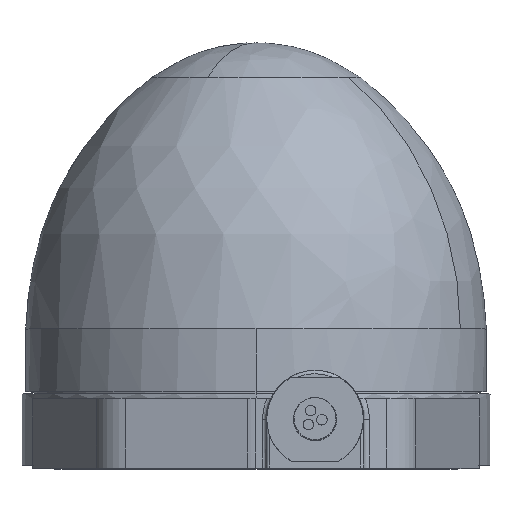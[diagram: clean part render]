
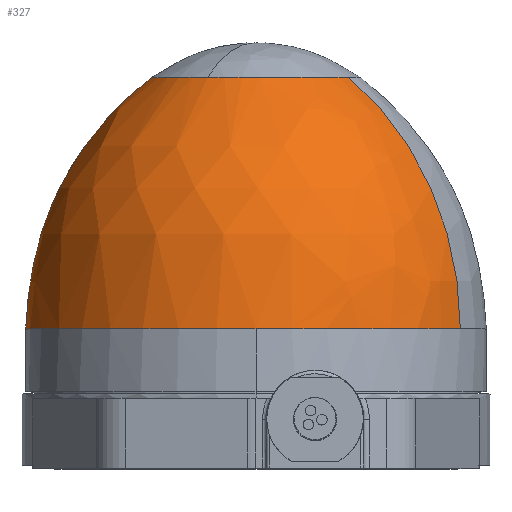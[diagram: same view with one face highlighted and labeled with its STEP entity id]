
A CAD part, top view. The second image highlights one B-rep face of the part: STEP entity #327.
In plain terms, the highlighted free-form (B-spline) face has degree [3, 3] with [4, 4] control points.
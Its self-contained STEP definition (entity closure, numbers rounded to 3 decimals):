
#64 = DIRECTION ( 'NONE',  ( 0., 0., -1. ) ) ;
#67 = CARTESIAN_POINT ( 'NONE',  ( 23.525, 47.341, 12.298 ) ) ;
#70 = EDGE_CURVE ( 'NONE', #3617, #264, #4259, .T. ) ;
#77 = VERTEX_POINT ( 'NONE', #930 ) ;
#92 = CARTESIAN_POINT ( 'NONE',  ( -6.949, 56., 13.293 ) ) ;
#145 = CARTESIAN_POINT ( 'NONE',  ( 10.635, 20., 5.559 ) ) ;
#197 = CIRCLE ( 'NONE', #2321, 33. ) ;
#239 = EDGE_CURVE ( 'NONE', #77, #1385, #762, .T. ) ;
#264 = VERTEX_POINT ( 'NONE', #931 ) ;
#327 = ADVANCED_FACE ( 'NONE', ( #1917 ), #1453, .T. ) ;
#452 = CARTESIAN_POINT ( 'NONE',  ( -1.33, 34.432, 73.778 ) ) ;
#531 = ORIENTED_EDGE ( 'NONE', *, *, #3878, .T. ) ;
#560 = CARTESIAN_POINT ( 'NONE',  ( 0., 20., 0. ) ) ;
#569 = ORIENTED_EDGE ( 'NONE', *, *, #70, .F. ) ;
#628 = VERTEX_POINT ( 'NONE', #4527 ) ;
#736 = CARTESIAN_POINT ( 'NONE',  ( -10.635, 20., -5.559 ) ) ;
#762 = CIRCLE ( 'NONE', #2924, 45. ) ;
#825 = CARTESIAN_POINT ( 'NONE',  ( -59.821, 20., 43.203 ) ) ;
#852 = CARTESIAN_POINT ( 'NONE',  ( -13.293, 56., -6.949 ) ) ;
#930 = CARTESIAN_POINT ( 'NONE',  ( 13.293, 56., 6.949 ) ) ;
#931 = CARTESIAN_POINT ( 'NONE',  ( -13.293, 56., -6.949 ) ) ;
#1014 = AXIS2_PLACEMENT_3D ( 'NONE', #4882, #1454, #2969 ) ;
#1072 = ORIENTED_EDGE ( 'NONE', *, *, #239, .F. ) ;
#1232 = CARTESIAN_POINT ( 'NONE',  ( 13.293, 56., 6.949 ) ) ;
#1385 = VERTEX_POINT ( 'NONE', #2387 ) ;
#1453 =( BOUNDED_SURFACE ( )  B_SPLINE_SURFACE ( 3, 3, ( 
 ( #2709, #4247, #825, #2345 ),
 ( #3877, #452, #1971, #3493 ),
 ( #67, #1602, #3118, #4643 ),
 ( #1232, #2742, #4280, #852 ) ),
 .UNSPECIFIED., .F., .F., .T. ) 
 B_SPLINE_SURFACE_WITH_KNOTS ( ( 4, 4 ),
 ( 4, 4 ),
 ( 0., 1. ),
 ( 0., 1. ),
 .UNSPECIFIED. ) 
 GEOMETRIC_REPRESENTATION_ITEM ( )  RATIONAL_B_SPLINE_SURFACE ( (
 ( 1., 0.333, 0.333, 1.),
 ( 0.93, 0.31, 0.31, 0.93),
 ( 0.93, 0.31, 0.31, 0.93),
 ( 1., 0.333, 0.333, 1.) ) ) 
 REPRESENTATION_ITEM ( '' )  SURFACE ( )  );
#1454 = DIRECTION ( 'NONE',  ( 0., -1., 0. ) ) ;
#1483 = AXIS2_PLACEMENT_3D ( 'NONE', #1966, #3490, #64 ) ;
#1591 = CARTESIAN_POINT ( 'NONE',  ( 0., 20., 0. ) ) ;
#1602 = CARTESIAN_POINT ( 'NONE',  ( -1.07, 47.341, 59.348 ) ) ;
#1607 = EDGE_LOOP ( 'NONE', ( #531, #3634, #1072, #2904, #2389, #569 ) ) ;
#1681 = DIRECTION ( 'NONE',  ( 0.463, 0., -0.886 ) ) ;
#1917 = FACE_OUTER_BOUND ( 'NONE', #1607, .T. ) ;
#1966 = CARTESIAN_POINT ( 'NONE',  ( 0., 56., 0. ) ) ;
#1971 = CARTESIAN_POINT ( 'NONE',  ( -59.821, 34.432, 43.203 ) ) ;
#2086 = DIRECTION ( 'NONE',  ( 0., 1., 0. ) ) ;
#2119 = AXIS2_PLACEMENT_3D ( 'NONE', #1591, #3109, #4631 ) ;
#2137 = AXIS2_PLACEMENT_3D ( 'NONE', #145, #1681, #3195 ) ;
#2250 = DIRECTION ( 'NONE',  ( 0.463, 0., -0.886 ) ) ;
#2321 = AXIS2_PLACEMENT_3D ( 'NONE', #560, #2086, #3607 ) ;
#2345 = CARTESIAN_POINT ( 'NONE',  ( -29.245, 20., -15.288 ) ) ;
#2387 = CARTESIAN_POINT ( 'NONE',  ( 29.245, 20., 15.288 ) ) ;
#2389 = ORIENTED_EDGE ( 'NONE', *, *, #3031, .T. ) ;
#2440 = CARTESIAN_POINT ( 'NONE',  ( -29.245, 20., -15.288 ) ) ;
#2505 = VERTEX_POINT ( 'NONE', #92 ) ;
#2709 = CARTESIAN_POINT ( 'NONE',  ( 29.245, 20., 15.288 ) ) ;
#2742 = CARTESIAN_POINT ( 'NONE',  ( -0.605, 56., 33.536 ) ) ;
#2904 = ORIENTED_EDGE ( 'NONE', *, *, #2994, .T. ) ;
#2924 = AXIS2_PLACEMENT_3D ( 'NONE', #736, #2250, #3773 ) ;
#2969 = DIRECTION ( 'NONE',  ( 0., 0., -1. ) ) ;
#2994 = EDGE_CURVE ( 'NONE', #77, #2505, #3785, .T. ) ;
#3031 = EDGE_CURVE ( 'NONE', #2505, #264, #4258, .T. ) ;
#3109 = DIRECTION ( 'NONE',  ( 0., 1., 0. ) ) ;
#3118 = CARTESIAN_POINT ( 'NONE',  ( -48.121, 47.341, 34.753 ) ) ;
#3195 = DIRECTION ( 'NONE',  ( -0.886, 0., -0.463 ) ) ;
#3490 = DIRECTION ( 'NONE',  ( 0., -1., 0. ) ) ;
#3493 = CARTESIAN_POINT ( 'NONE',  ( -29.245, 34.432, -15.288 ) ) ;
#3607 = DIRECTION ( 'NONE',  ( 0., 0., 1. ) ) ;
#3617 = VERTEX_POINT ( 'NONE', #2440 ) ;
#3634 = ORIENTED_EDGE ( 'NONE', *, *, #3972, .T. ) ;
#3773 = DIRECTION ( 'NONE',  ( -0.886, 0., -0.463 ) ) ;
#3785 = CIRCLE ( 'NONE', #1014, 15. ) ;
#3877 = CARTESIAN_POINT ( 'NONE',  ( 29.245, 34.432, 15.288 ) ) ;
#3878 = EDGE_CURVE ( 'NONE', #3617, #628, #4901, .T. ) ;
#3972 = EDGE_CURVE ( 'NONE', #628, #1385, #197, .T. ) ;
#4247 = CARTESIAN_POINT ( 'NONE',  ( -1.33, 20., 73.778 ) ) ;
#4258 = CIRCLE ( 'NONE', #1483, 15. ) ;
#4259 = CIRCLE ( 'NONE', #2137, 45. ) ;
#4280 = CARTESIAN_POINT ( 'NONE',  ( -27.191, 56., 19.638 ) ) ;
#4527 = CARTESIAN_POINT ( 'NONE',  ( 0., 20., 33. ) ) ;
#4631 = DIRECTION ( 'NONE',  ( 0., 0., 1. ) ) ;
#4643 = CARTESIAN_POINT ( 'NONE',  ( -23.525, 47.341, -12.298 ) ) ;
#4882 = CARTESIAN_POINT ( 'NONE',  ( 0., 56., 0. ) ) ;
#4901 = CIRCLE ( 'NONE', #2119, 33. ) ;
